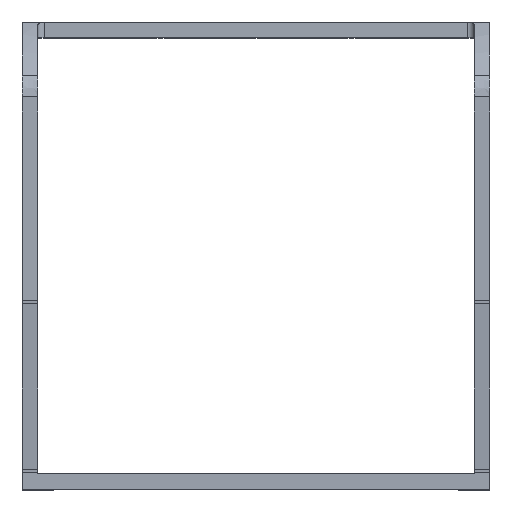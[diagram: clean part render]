
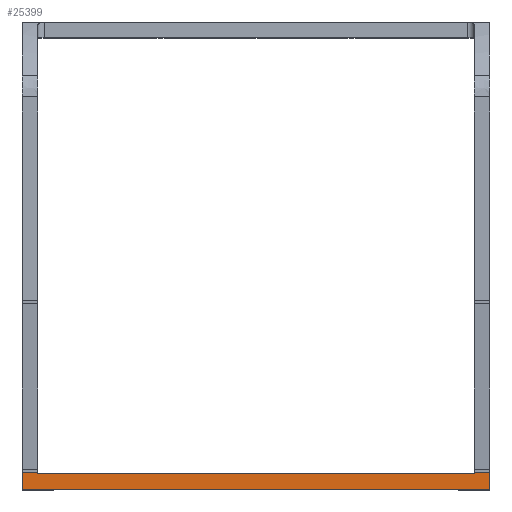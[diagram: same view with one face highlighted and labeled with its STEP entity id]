
A CAD part, top view. The second image highlights one B-rep face of the part: STEP entity #25399.
In plain terms, the highlighted planar face has unit normal (0, 0, 1).
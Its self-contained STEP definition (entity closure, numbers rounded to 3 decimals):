
#709 = CARTESIAN_POINT ( 'NONE',  ( 150., 5.538, 135. ) ) ;
#722 = CARTESIAN_POINT ( 'NONE',  ( 0., 0., 135. ) ) ;
#730 = CARTESIAN_POINT ( 'NONE',  ( 0., 5.538, 135. ) ) ;
#731 = CARTESIAN_POINT ( 'NONE',  ( 150., 0., 135. ) ) ;
#1405 = CARTESIAN_POINT ( 'NONE',  ( 145., 5., 135. ) ) ;
#1406 = DIRECTION ( 'NONE',  ( 1., 0., 0. ) ) ;
#1756 = CARTESIAN_POINT ( 'NONE',  ( 145., 5.538, 135. ) ) ;
#1766 = CARTESIAN_POINT ( 'NONE',  ( 5., 5.538, 135. ) ) ;
#3423 = AXIS2_PLACEMENT_3D ( 'NONE', #10537, #10542, #10543 ) ;
#4355 = ORIENTED_EDGE ( 'NONE', *, *, #25841, .F. ) ;
#4356 = ORIENTED_EDGE ( 'NONE', *, *, #20020, .F. ) ;
#4358 = ORIENTED_EDGE ( 'NONE', *, *, #12199, .F. ) ;
#4360 = ORIENTED_EDGE ( 'NONE', *, *, #20004, .F. ) ;
#4362 = ORIENTED_EDGE ( 'NONE', *, *, #25843, .F. ) ;
#4365 = ORIENTED_EDGE ( 'NONE', *, *, #25844, .F. ) ;
#4367 = ORIENTED_EDGE ( 'NONE', *, *, #25845, .F. ) ;
#4369 = ORIENTED_EDGE ( 'NONE', *, *, #25846, .F. ) ;
#5041 = LINE ( 'NONE', #6533, #5044 ) ;
#5044 = VECTOR ( 'NONE', #6534, 1000. ) ;
#5053 = LINE ( 'NONE', #6632, #5062 ) ;
#5062 = VECTOR ( 'NONE', #6626, 1000. ) ;
#5776 = FACE_OUTER_BOUND ( 'NONE', #29140, .T. ) ;
#6533 = CARTESIAN_POINT ( 'NONE',  ( 5., 5., 135. ) ) ;
#6534 = DIRECTION ( 'NONE',  ( 0., -1., 0. ) ) ;
#6626 = DIRECTION ( 'NONE',  ( 0., 1., 0. ) ) ;
#6632 = CARTESIAN_POINT ( 'NONE',  ( 145., 145., 135. ) ) ;
#10535 = PLANE ( 'NONE',  #3423 ) ;
#10537 = CARTESIAN_POINT ( 'NONE',  ( 0., 6., 135. ) ) ;
#10542 = DIRECTION ( 'NONE',  ( 0., 0., -1. ) ) ;
#10543 = DIRECTION ( 'NONE',  ( -1., 0., 0. ) ) ;
#11708 = VERTEX_POINT ( 'NONE', #709 ) ;
#11721 = VERTEX_POINT ( 'NONE', #722 ) ;
#11729 = VERTEX_POINT ( 'NONE', #730 ) ;
#11730 = VERTEX_POINT ( 'NONE', #731 ) ;
#12199 = EDGE_CURVE ( 'NONE', #29695, #29705, #33933, .T. ) ;
#12519 = VERTEX_POINT ( 'NONE', #1756 ) ;
#12530 = VERTEX_POINT ( 'NONE', #1766 ) ;
#14574 = LINE ( 'NONE', #17204, #14577 ) ;
#14577 = VECTOR ( 'NONE', #17205, 1000. ) ;
#14578 = LINE ( 'NONE', #17195, #14580 ) ;
#14579 = LINE ( 'NONE', #17211, #14582 ) ;
#14580 = VECTOR ( 'NONE', #17196, 1000. ) ;
#14581 = LINE ( 'NONE', #17213, #14584 ) ;
#14582 = VECTOR ( 'NONE', #17212, 1000. ) ;
#14583 = LINE ( 'NONE', #17215, #14586 ) ;
#14584 = VECTOR ( 'NONE', #17214, 1000. ) ;
#14586 = VECTOR ( 'NONE', #17216, 1000. ) ;
#17195 = CARTESIAN_POINT ( 'NONE',  ( 0., 5.538, 135. ) ) ;
#17196 = DIRECTION ( 'NONE',  ( 1., 0., 0. ) ) ;
#17204 = CARTESIAN_POINT ( 'NONE',  ( 0., 5.538, 135. ) ) ;
#17205 = DIRECTION ( 'NONE',  ( 1., 0., 0. ) ) ;
#17211 = CARTESIAN_POINT ( 'NONE',  ( 0., 0., 135. ) ) ;
#17212 = DIRECTION ( 'NONE',  ( 0., 1., 0. ) ) ;
#17213 = CARTESIAN_POINT ( 'NONE',  ( 150., 0., 135. ) ) ;
#17214 = DIRECTION ( 'NONE',  ( -1., 0., 0. ) ) ;
#17215 = CARTESIAN_POINT ( 'NONE',  ( 150., 150., 135. ) ) ;
#17216 = DIRECTION ( 'NONE',  ( 0., -1., 0. ) ) ;
#18592 = CARTESIAN_POINT ( 'NONE',  ( 5., 5., 135. ) ) ;
#18602 = CARTESIAN_POINT ( 'NONE',  ( 145., 5., 135. ) ) ;
#20004 = EDGE_CURVE ( 'NONE', #12530, #29695, #5041, .T. ) ;
#20020 = EDGE_CURVE ( 'NONE', #29705, #12519, #5053, .T. ) ;
#25399 = ADVANCED_FACE ( 'NONE', ( #5776 ), #10535, .F. ) ;
#25841 = EDGE_CURVE ( 'NONE', #12519, #11708, #14574, .T. ) ;
#25843 = EDGE_CURVE ( 'NONE', #11729, #12530, #14578, .T. ) ;
#25844 = EDGE_CURVE ( 'NONE', #11721, #11729, #14579, .T. ) ;
#25845 = EDGE_CURVE ( 'NONE', #11730, #11721, #14581, .T. ) ;
#25846 = EDGE_CURVE ( 'NONE', #11708, #11730, #14583, .T. ) ;
#29140 = EDGE_LOOP ( 'NONE', ( #4355, #4356, #4358, #4360, #4362, #4365, #4367, #4369 ) ) ;
#29695 = VERTEX_POINT ( 'NONE', #18592 ) ;
#29705 = VERTEX_POINT ( 'NONE', #18602 ) ;
#33933 = LINE ( 'NONE', #1405, #33936 ) ;
#33936 = VECTOR ( 'NONE', #1406, 1000. ) ;
